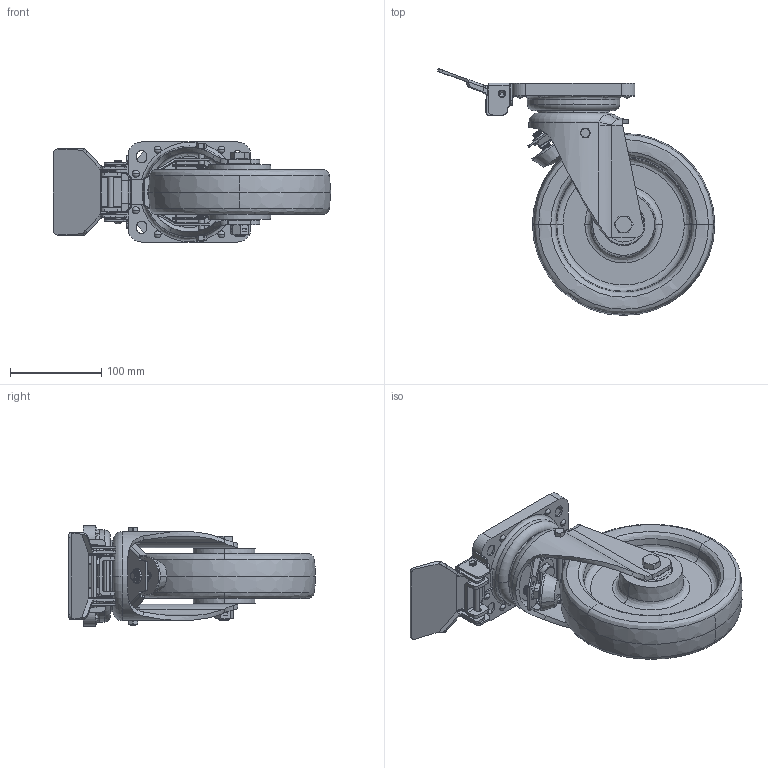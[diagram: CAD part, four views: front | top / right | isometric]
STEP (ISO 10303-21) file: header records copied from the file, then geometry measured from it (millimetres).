
FILE_DESCRIPTION (( 'STEP AP214' ), '1' );
FILE_NAME ('0032008.step', '2022-06-29T11:18:25', ( '' ), ( '' ), 'SwSTEP 2.0', 'SolidWorks 2020', '' );
FILE_SCHEMA (( 'AUTOMOTIVE_DESIGN' ));
Length unit declared in the file: millimetre
Products named in the file (1): 0032008
Bounding box: 304.53 x 271.04 x 110 mm (x, y, z)
Volume: 1586326 mm3; surface area: 308121.8 mm2
Topology: 28 solids, 35 shells, 1035 faces, 2582 edges, 1623 vertices
Faces by surface type: cylinder 326, plane 320, bspline 170, cone 107, torus 88, sphere 24
Entity records: 65176 total; most frequent: CARTESIAN_POINT 29719, ORIENTED_EDGE 5124, DIRECTION 4665, EDGE_CURVE 2562, AXIS2_PLACEMENT_3D 1839, VERTEX_POINT 1614, EDGE_LOOP 1152, UNCERTAINTY_MEASURE_WITH_UNIT 1065
